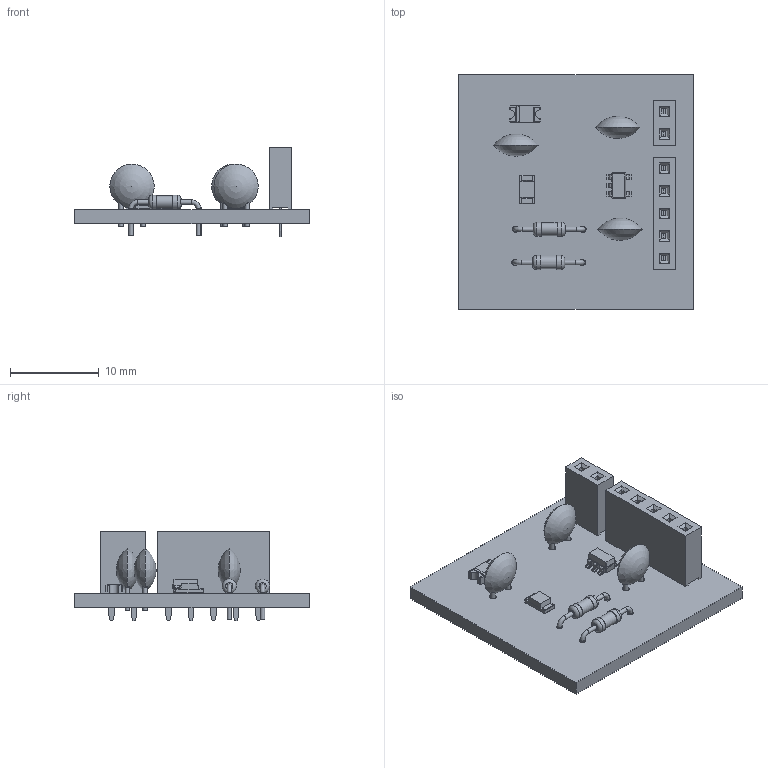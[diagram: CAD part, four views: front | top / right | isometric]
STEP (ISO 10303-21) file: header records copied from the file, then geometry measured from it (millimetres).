
FILE_DESCRIPTION(('KiCad electronic assembly'),'2;1');
FILE_NAME('puzzle-piece-battery-pcb.step','2024-10-09T14:39:14',( 'Pcbnew'),('Kicad'),'Open CASCADE STEP processor 7.7', 'KiCad to STEP converter','Unknown');
FILE_SCHEMA(('AUTOMOTIVE_DESIGN { 1 0 10303 214 1 1 1 1 }'));
Length unit declared in the file: millimetre
Products named in the file (16): puzzle-piece-battery-pcb 1; D_1206_3216Metric; D_1206; SOT-23-5; SOT_23_5; R_Axial_DIN0204_L3.6mm_D1.6mm_P7.62mm_Horizontal; R_Axial_DIN0204_L36mm_D16mm_P762mm_Horizontal; PinSocket_1x02_P2.54mm_Vertical; PinSocket_1x02_P254mm_Vertical; C_Disc_D5.0mm_W2.5mm_P2.50mm; C_Disc_D50mm_W25mm_P250mm; PinSocket_1x05_P2.54mm_Vertical; PinSocket_1x05_P254mm_Vertical; LED_1206_3216Metric; puzzle-piece-battery-pcb_PCB
Assembly tree (18 placements, depth 3):
  puzzle-piece-battery-pcb 1
    D_1206_3216Metric
      D_1206
    SOT-23-5
      SOT_23_5
    R_Axial_DIN0204_L3.6mm_D1.6mm_P7.62mm_Horizontal  x2
      R_Axial_DIN0204_L36mm_D16mm_P762mm_Horizontal
    PinSocket_1x02_P2.54mm_Vertical
      PinSocket_1x02_P254mm_Vertical
    C_Disc_D5.0mm_W2.5mm_P2.50mm  x3
      C_Disc_D50mm_W25mm_P250mm
    PinSocket_1x05_P2.54mm_Vertical
      PinSocket_1x05_P254mm_Vertical
    LED_1206_3216Metric
      LED_1206_3216Metric
    puzzle-piece-battery-pcb_PCB
Bounding box: 26.5 x 26.5 x 10.1 mm (x, y, z)
Volume: 1520.1 mm3; surface area: 2502.8 mm2
Topology: 11 solids, 11 shells, 510 faces, 1294 edges, 831 vertices
Faces by surface type: plane 388, cylinder 79, bspline 29, torus 8, sphere 6
Full cylindrical faces by diameter (mm): 0.5 x14, 0.7 x4, 0.8 x6, 1 x7, 1.44 x2, 1.6 x4
Entity records: 18064 total; most frequent: CARTESIAN_POINT 2899, ORIENTED_EDGE 2462, DIRECTION 2264, EDGE_CURVE 1231, LINE 1048, VECTOR 1048, VERTEX_POINT 793, AXIS2_PLACEMENT_3D 608
